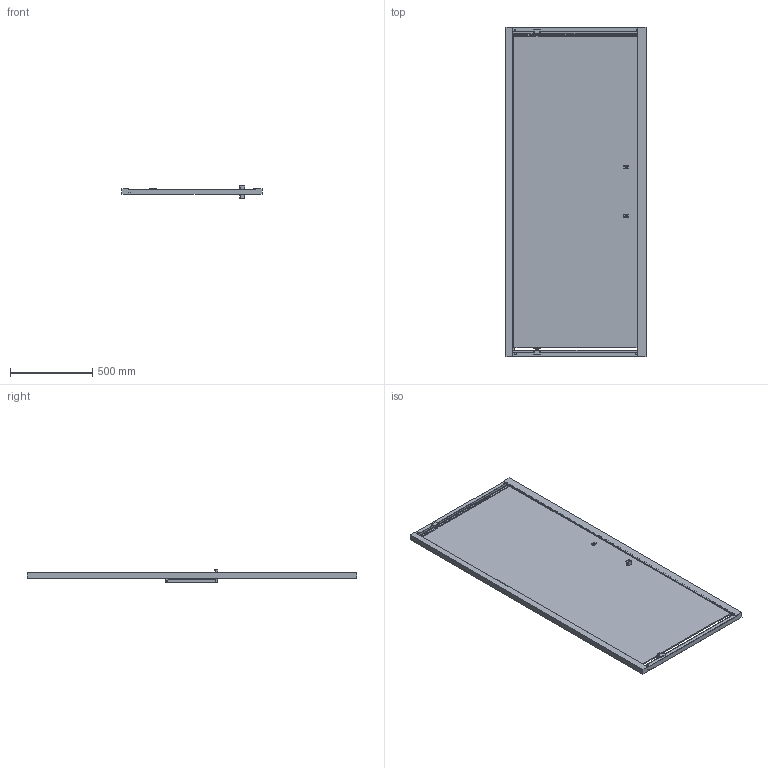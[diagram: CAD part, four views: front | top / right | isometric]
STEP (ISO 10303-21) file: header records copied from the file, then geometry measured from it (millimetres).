
FILE_DESCRIPTION (( 'STEP AP214' ), '1' );
FILE_NAME ('rbz90.STEP', '2020-04-21T06:33:37', ( '' ), ( '' ), 'SwSTEP 2.0', 'SolidWorks 2016', '' );
FILE_SCHEMA (( 'AUTOMOTIVE_DESIGN' ));
Length unit declared in the file: millimetre
Products named in the file (1): rbz90
Bounding box: 850 x 2000 x 76 mm (x, y, z)
Volume: 19610773.8 mm3; surface area: 3992690.5 mm2
Topology: 3 solids, 1062 shells, 8116 faces, 17732 edges, 11704 vertices
Faces by surface type: plane 7597, cylinder 276, bspline 213, cone 18, torus 12
Entity records: 310506 total; most frequent: CARTESIAN_POINT 46065, ORIENTED_EDGE 35408, DIRECTION 33641, EDGE_CURVE 17704, VECTOR 16449, LINE 16449, VERTEX_POINT 11704, AXIS2_PLACEMENT_3D 8596
